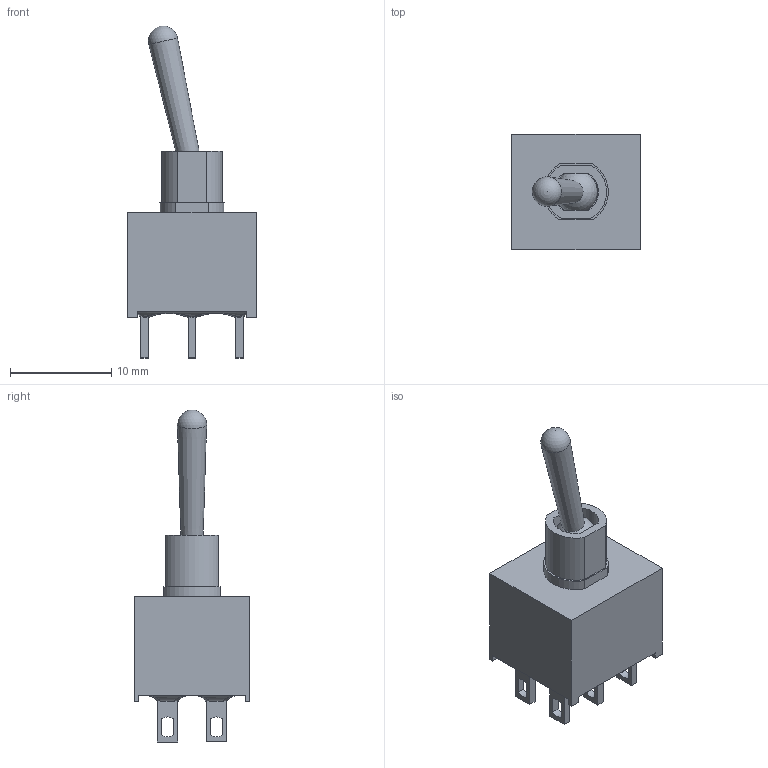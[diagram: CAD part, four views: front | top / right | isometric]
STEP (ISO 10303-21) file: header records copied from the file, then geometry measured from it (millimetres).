
FILE_DESCRIPTION((' '),'2;1');
FILE_NAME('100AWDPxT1B4M1xE.stp','2017-07-12T08:49:00',(' '),(' '),' ','ACIS',' ');
FILE_SCHEMA(('CONFIG_CONTROL_DESIGN'));
Length unit declared in the file: inch
Products named in the file (1): 100AWDPxT1B4M1xE.stp
Bounding box: 12.7 x 11.43 x 32.87 mm (x, y, z)
Volume: 1672.7 mm3; surface area: 1240 mm2
Topology: 1 solids, 1 shells, 118 faces, 359 edges, 248 vertices
Faces by surface type: plane 69, cylinder 30, bspline 16, sphere 2, cone 1
Entity records: 6030 total; most frequent: CARTESIAN_POINT 2744, ORIENTED_EDGE 704, DIRECTION 602, EDGE_CURVE 352, VERTEX_POINT 244, VECTOR 204, LINE 204, AXIS2_PLACEMENT_3D 199
